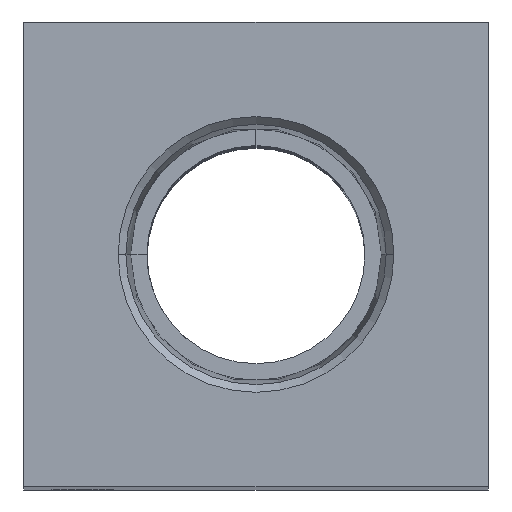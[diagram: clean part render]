
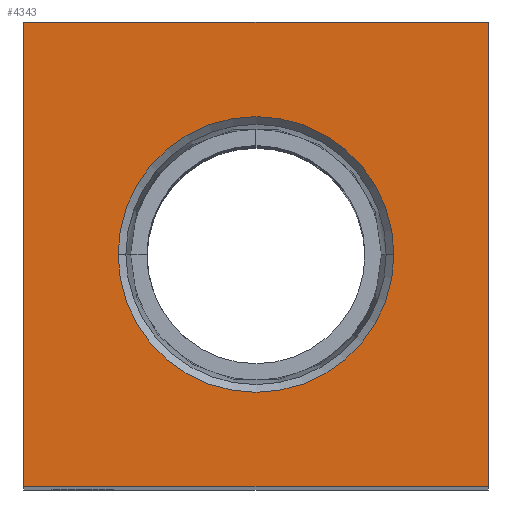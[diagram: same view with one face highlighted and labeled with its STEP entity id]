
A CAD part, top view. The second image highlights one B-rep face of the part: STEP entity #4343.
In plain terms, the highlighted planar face has unit normal (0, 0, 1).
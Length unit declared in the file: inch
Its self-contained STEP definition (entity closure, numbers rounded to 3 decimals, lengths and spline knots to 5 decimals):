
#23 = ORIENTED_EDGE ( 'NONE', *, *, #3801, .T. ) ;
#55 = EDGE_CURVE ( 'NONE', #1770, #4142, #3575, .T. ) ;
#65 = CARTESIAN_POINT ( 'NONE',  ( 0.75, -0.75, 2.875 ) ) ;
#189 = VERTEX_POINT ( 'NONE', #3081 ) ;
#198 = ORIENTED_EDGE ( 'NONE', *, *, #2499, .T. ) ;
#402 = AXIS2_PLACEMENT_3D ( 'NONE', #2208, #4519, #2571 ) ;
#435 = DIRECTION ( 'NONE',  ( 1., 0., 0. ) ) ;
#525 = CARTESIAN_POINT ( 'NONE',  ( 0.75, -0.75, 2.875 ) ) ;
#590 = DIRECTION ( 'NONE',  ( 0., -1., 0. ) ) ;
#912 = LINE ( 'NONE', #525, #1684 ) ;
#1010 = FACE_OUTER_BOUND ( 'NONE', #2790, .T. ) ;
#1111 = DIRECTION ( 'NONE',  ( 1., 0., 0. ) ) ;
#1112 = CARTESIAN_POINT ( 'NONE',  ( 0., 0., 2.875 ) ) ;
#1120 = DIRECTION ( 'NONE',  ( 0., 0., 1. ) ) ;
#1200 = LINE ( 'NONE', #3976, #2087 ) ;
#1545 = DIRECTION ( 'NONE',  ( 0., 0., 1. ) ) ;
#1652 = EDGE_CURVE ( 'NONE', #1879, #1892, #1200, .T. ) ;
#1684 = VECTOR ( 'NONE', #4331, 39.37008 ) ;
#1753 = CARTESIAN_POINT ( 'NONE',  ( -0.44487, 0., 2.875 ) ) ;
#1770 = VERTEX_POINT ( 'NONE', #3044 ) ;
#1793 = LINE ( 'NONE', #4391, #2734 ) ;
#1852 = ORIENTED_EDGE ( 'NONE', *, *, #3161, .T. ) ;
#1879 = VERTEX_POINT ( 'NONE', #3143 ) ;
#1892 = VERTEX_POINT ( 'NONE', #3156 ) ;
#1901 = ORIENTED_EDGE ( 'NONE', *, *, #1652, .T. ) ;
#1925 = ORIENTED_EDGE ( 'NONE', *, *, #55, .F. ) ;
#2087 = VECTOR ( 'NONE', #2307, 39.37008 ) ;
#2208 = CARTESIAN_POINT ( 'NONE',  ( 0., 0., 2.875 ) ) ;
#2262 = PLANE ( 'NONE',  #2770 ) ;
#2286 = AXIS2_PLACEMENT_3D ( 'NONE', #1112, #1120, #1111 ) ;
#2307 = DIRECTION ( 'NONE',  ( -1., 0., 0. ) ) ;
#2478 = LINE ( 'NONE', #65, #4203 ) ;
#2499 = EDGE_CURVE ( 'NONE', #4233, #189, #2478, .T. ) ;
#2571 = DIRECTION ( 'NONE',  ( 1., 0., 0. ) ) ;
#2734 = VECTOR ( 'NONE', #590, 39.37008 ) ;
#2770 = AXIS2_PLACEMENT_3D ( 'NONE', #2939, #1545, #3905 ) ;
#2790 = EDGE_LOOP ( 'NONE', ( #23, #198, #1852, #1901 ) ) ;
#2881 = ORIENTED_EDGE ( 'NONE', *, *, #3897, .F. ) ;
#2939 = CARTESIAN_POINT ( 'NONE',  ( 0., 0., 2.875 ) ) ;
#3044 = CARTESIAN_POINT ( 'NONE',  ( 0.44487, 0., 2.875 ) ) ;
#3081 = CARTESIAN_POINT ( 'NONE',  ( 0.75, -0.75, 2.875 ) ) ;
#3143 = CARTESIAN_POINT ( 'NONE',  ( 0.75, 0.75, 2.875 ) ) ;
#3156 = CARTESIAN_POINT ( 'NONE',  ( -0.75, 0.75, 2.875 ) ) ;
#3161 = EDGE_CURVE ( 'NONE', #189, #1879, #912, .T. ) ;
#3208 = CARTESIAN_POINT ( 'NONE',  ( -0.75, -0.75, 2.875 ) ) ;
#3225 = EDGE_LOOP ( 'NONE', ( #1925, #2881 ) ) ;
#3575 = CIRCLE ( 'NONE', #2286, 0.44487 ) ;
#3578 = FACE_BOUND ( 'NONE', #3225, .T. ) ;
#3801 = EDGE_CURVE ( 'NONE', #1892, #4233, #1793, .T. ) ;
#3897 = EDGE_CURVE ( 'NONE', #4142, #1770, #4037, .T. ) ;
#3905 = DIRECTION ( 'NONE',  ( 1., 0., 0. ) ) ;
#3976 = CARTESIAN_POINT ( 'NONE',  ( 0.75, 0.75, 2.875 ) ) ;
#4037 = CIRCLE ( 'NONE', #402, 0.44487 ) ;
#4142 = VERTEX_POINT ( 'NONE', #1753 ) ;
#4203 = VECTOR ( 'NONE', #435, 39.37008 ) ;
#4233 = VERTEX_POINT ( 'NONE', #3208 ) ;
#4331 = DIRECTION ( 'NONE',  ( 0., 1., 0. ) ) ;
#4343 = ADVANCED_FACE ( 'NONE', ( #3578, #1010 ), #2262, .T. ) ;
#4391 = CARTESIAN_POINT ( 'NONE',  ( -0.75, -0.75, 2.875 ) ) ;
#4519 = DIRECTION ( 'NONE',  ( 0., 0., 1. ) ) ;
